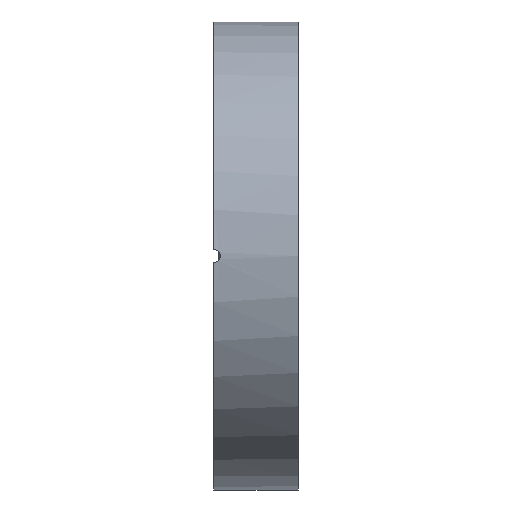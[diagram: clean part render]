
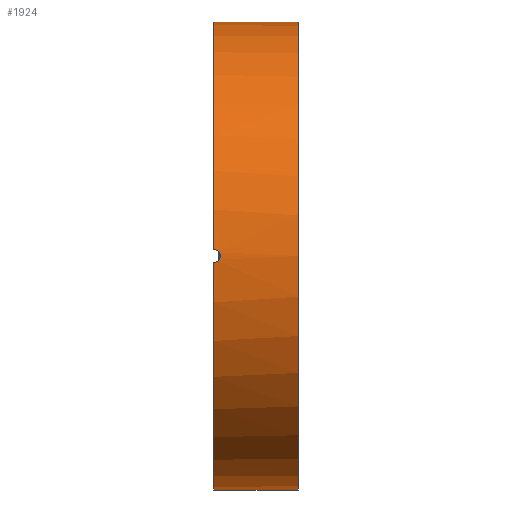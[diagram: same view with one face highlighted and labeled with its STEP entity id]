
A CAD part, left-side view. The second image highlights one B-rep face of the part: STEP entity #1924.
In plain terms, the highlighted cylindrical face has radius 35 mm (diameter 70 mm), a partial arc.
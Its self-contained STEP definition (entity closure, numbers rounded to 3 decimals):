
#1 = AXIS2_PLACEMENT_3D ( 'NONE', #1245, #950, #2105 ) ;
#52 = CARTESIAN_POINT ( 'NONE',  ( 0., -12.7, 35. ) ) ;
#65 = CARTESIAN_POINT ( 'NONE',  ( -34.999, -0.974, -0.261 ) ) ;
#102 = CARTESIAN_POINT ( 'NONE',  ( 0., 0., 35. ) ) ;
#188 = DIRECTION ( 'NONE',  ( 0., 1., 0. ) ) ;
#239 = LINE ( 'NONE', #1435, #1195 ) ;
#251 = CARTESIAN_POINT ( 'NONE',  ( -34.986, -0.264, -1. ) ) ;
#298 = DIRECTION ( 'NONE',  ( 0., 1., 0. ) ) ;
#329 = EDGE_CURVE ( 'NONE', #2200, #1896, #462, .T. ) ;
#359 = VERTEX_POINT ( 'NONE', #102 ) ;
#420 = CARTESIAN_POINT ( 'NONE',  ( -34.991, -0.615, 0.799 ) ) ;
#434 = FACE_OUTER_BOUND ( 'NONE', #435, .T. ) ;
#435 = EDGE_LOOP ( 'NONE', ( #1119, #1039, #720, #1451, #1057, #2129 ) ) ;
#462 = B_SPLINE_CURVE_WITH_KNOTS ( 'NONE', 3,
 ( #905, #618, #1815, #1780, #420, #932, #1113, #1288, #1436, #1425, #65, #1789, #953, #1445, #251, #1265 ),
 .UNSPECIFIED., .F., .F.,
 ( 4, 2, 2, 2, 2, 2, 2, 4 ),
 ( 0., 0., 0.001, 0.001, 0.002, 0.002, 0.002, 0.003 ),
 .UNSPECIFIED. ) ;
#470 = EDGE_CURVE ( 'NONE', #2200, #359, #985, .T. ) ;
#509 = DIRECTION ( 'NONE',  ( 0., 1., 0. ) ) ;
#520 = CARTESIAN_POINT ( 'NONE',  ( 0., -12.7, 0. ) ) ;
#570 = EDGE_CURVE ( 'NONE', #1254, #1663, #666, .T. ) ;
#575 = LINE ( 'NONE', #52, #1305 ) ;
#618 = CARTESIAN_POINT ( 'NONE',  ( -34.986, -0.132, 1. ) ) ;
#666 = CIRCLE ( 'NONE', #1168, 35. ) ;
#720 = ORIENTED_EDGE ( 'NONE', *, *, #1509, .T. ) ;
#722 = DIRECTION ( 'NONE',  ( 0., 0., 1. ) ) ;
#875 = DIRECTION ( 'NONE',  ( 0., 1., 0. ) ) ;
#905 = CARTESIAN_POINT ( 'NONE',  ( -34.986, 0., 1. ) ) ;
#932 = CARTESIAN_POINT ( 'NONE',  ( -34.995, -0.799, 0.615 ) ) ;
#950 = DIRECTION ( 'NONE',  ( 0., 1., 0. ) ) ;
#953 = CARTESIAN_POINT ( 'NONE',  ( -34.995, -0.801, -0.613 ) ) ;
#985 = CIRCLE ( 'NONE', #1820, 35. ) ;
#1039 = ORIENTED_EDGE ( 'NONE', *, *, #570, .T. ) ;
#1057 = ORIENTED_EDGE ( 'NONE', *, *, #329, .T. ) ;
#1078 = AXIS2_PLACEMENT_3D ( 'NONE', #1732, #875, #1416 ) ;
#1113 = CARTESIAN_POINT ( 'NONE',  ( -34.997, -0.874, 0.503 ) ) ;
#1119 = ORIENTED_EDGE ( 'NONE', *, *, #1562, .F. ) ;
#1120 = CYLINDRICAL_SURFACE ( 'NONE', #1, 35. ) ;
#1138 = EDGE_CURVE ( 'NONE', #1897, #1896, #1845, .T. ) ;
#1168 = AXIS2_PLACEMENT_3D ( 'NONE', #520, #509, #722 ) ;
#1195 = VECTOR ( 'NONE', #1227, 1000. ) ;
#1227 = DIRECTION ( 'NONE',  ( 0., 1., 0. ) ) ;
#1245 = CARTESIAN_POINT ( 'NONE',  ( 0., -12.7, 0. ) ) ;
#1254 = VERTEX_POINT ( 'NONE', #1256 ) ;
#1256 = CARTESIAN_POINT ( 'NONE',  ( 0., -12.7, -35. ) ) ;
#1265 = CARTESIAN_POINT ( 'NONE',  ( -34.986, 0., -1. ) ) ;
#1288 = CARTESIAN_POINT ( 'NONE',  ( -34.999, -0.974, 0.263 ) ) ;
#1305 = VECTOR ( 'NONE', #188, 1000. ) ;
#1416 = DIRECTION ( 'NONE',  ( 0., 0., 1. ) ) ;
#1425 = CARTESIAN_POINT ( 'NONE',  ( -35., -1., -0.13 ) ) ;
#1435 = CARTESIAN_POINT ( 'NONE',  ( 0., -12.7, -35. ) ) ;
#1436 = CARTESIAN_POINT ( 'NONE',  ( -35., -1., 0.131 ) ) ;
#1445 = CARTESIAN_POINT ( 'NONE',  ( -34.989, -0.521, -0.893 ) ) ;
#1451 = ORIENTED_EDGE ( 'NONE', *, *, #470, .F. ) ;
#1484 = CARTESIAN_POINT ( 'NONE',  ( 0., -12.7, 35. ) ) ;
#1492 = DIRECTION ( 'NONE',  ( 0., 0., 1. ) ) ;
#1509 = EDGE_CURVE ( 'NONE', #1663, #359, #575, .T. ) ;
#1562 = EDGE_CURVE ( 'NONE', #1254, #1897, #239, .T. ) ;
#1663 = VERTEX_POINT ( 'NONE', #1484 ) ;
#1732 = CARTESIAN_POINT ( 'NONE',  ( 0., 0., 0. ) ) ;
#1780 = CARTESIAN_POINT ( 'NONE',  ( -34.989, -0.504, 0.874 ) ) ;
#1789 = CARTESIAN_POINT ( 'NONE',  ( -34.997, -0.874, -0.503 ) ) ;
#1793 = CARTESIAN_POINT ( 'NONE',  ( -34.986, 0., -1. ) ) ;
#1815 = CARTESIAN_POINT ( 'NONE',  ( -34.986, -0.262, 0.974 ) ) ;
#1820 = AXIS2_PLACEMENT_3D ( 'NONE', #1837, #298, #1492 ) ;
#1837 = CARTESIAN_POINT ( 'NONE',  ( 0., 0., 0. ) ) ;
#1845 = CIRCLE ( 'NONE', #1078, 35. ) ;
#1896 = VERTEX_POINT ( 'NONE', #1793 ) ;
#1897 = VERTEX_POINT ( 'NONE', #2149 ) ;
#1924 = ADVANCED_FACE ( 'NONE', ( #434 ), #1120, .T. ) ;
#2064 = CARTESIAN_POINT ( 'NONE',  ( -34.986, 0., 1. ) ) ;
#2105 = DIRECTION ( 'NONE',  ( 0., 0., 1. ) ) ;
#2129 = ORIENTED_EDGE ( 'NONE', *, *, #1138, .F. ) ;
#2149 = CARTESIAN_POINT ( 'NONE',  ( 0., 0., -35. ) ) ;
#2200 = VERTEX_POINT ( 'NONE', #2064 ) ;
